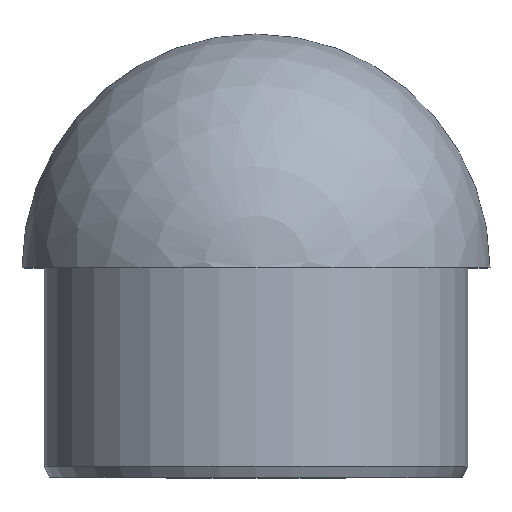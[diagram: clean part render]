
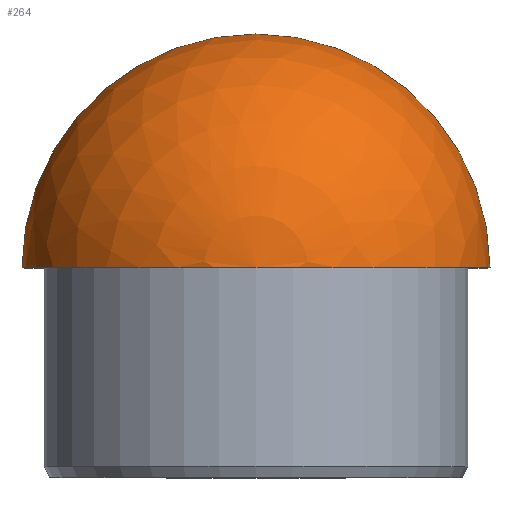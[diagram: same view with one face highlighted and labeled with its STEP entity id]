
A CAD part, top view. The second image highlights one B-rep face of the part: STEP entity #264.
In plain terms, the highlighted spherical face has radius 21.2 mm.
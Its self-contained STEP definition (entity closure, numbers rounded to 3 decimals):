
#6 = CARTESIAN_POINT ( 'NONE',  ( 0., 32.287, 0. ) ) ;
#12 = SPHERICAL_SURFACE ( 'NONE', #366, 21.2 ) ;
#16 = CIRCLE ( 'NONE', #315, 21.2 ) ;
#23 = CIRCLE ( 'NONE', #242, 21.2 ) ;
#26 = ORIENTED_EDGE ( 'NONE', *, *, #176, .T. ) ;
#42 = CIRCLE ( 'NONE', #156, 21.2 ) ;
#56 = VERTEX_POINT ( 'NONE', #243 ) ;
#72 = FACE_OUTER_BOUND ( 'NONE', #86, .T. ) ;
#77 = DIRECTION ( 'NONE',  ( 1., 0., 0. ) ) ;
#86 = EDGE_LOOP ( 'NONE', ( #179, #26, #268 ) ) ;
#91 = VERTEX_POINT ( 'NONE', #6 ) ;
#102 = CARTESIAN_POINT ( 'NONE',  ( 0., 11.087, 0. ) ) ;
#115 = DIRECTION ( 'NONE',  ( 0., -1., 0. ) ) ;
#133 = DIRECTION ( 'NONE',  ( -1., 0., 0. ) ) ;
#156 = AXIS2_PLACEMENT_3D ( 'NONE', #230, #115, #232 ) ;
#163 = CARTESIAN_POINT ( 'NONE',  ( 0., 11.087, 0. ) ) ;
#176 = EDGE_CURVE ( 'NONE', #91, #383, #23, .T. ) ;
#179 = ORIENTED_EDGE ( 'NONE', *, *, #290, .F. ) ;
#230 = CARTESIAN_POINT ( 'NONE',  ( 0., 11.087, 0. ) ) ;
#232 = DIRECTION ( 'NONE',  ( 1., 0., 0. ) ) ;
#242 = AXIS2_PLACEMENT_3D ( 'NONE', #102, #316, #77 ) ;
#243 = CARTESIAN_POINT ( 'NONE',  ( 21.2, 11.087, 0. ) ) ;
#250 = DIRECTION ( 'NONE',  ( -1., 0., 0. ) ) ;
#255 = CARTESIAN_POINT ( 'NONE',  ( 0., 11.087, 0. ) ) ;
#264 = ADVANCED_FACE ( 'NONE', ( #72 ), #12, .T. ) ;
#268 = ORIENTED_EDGE ( 'NONE', *, *, #356, .F. ) ;
#290 = EDGE_CURVE ( 'NONE', #91, #56, #16, .T. ) ;
#297 = CARTESIAN_POINT ( 'NONE',  ( -21.2, 11.087, 0. ) ) ;
#310 = DIRECTION ( 'NONE',  ( 0., 0., -1. ) ) ;
#315 = AXIS2_PLACEMENT_3D ( 'NONE', #255, #369, #250 ) ;
#316 = DIRECTION ( 'NONE',  ( 0., 0., 1. ) ) ;
#356 = EDGE_CURVE ( 'NONE', #56, #383, #42, .T. ) ;
#366 = AXIS2_PLACEMENT_3D ( 'NONE', #163, #310, #133 ) ;
#369 = DIRECTION ( 'NONE',  ( 0., 0., -1. ) ) ;
#383 = VERTEX_POINT ( 'NONE', #297 ) ;
